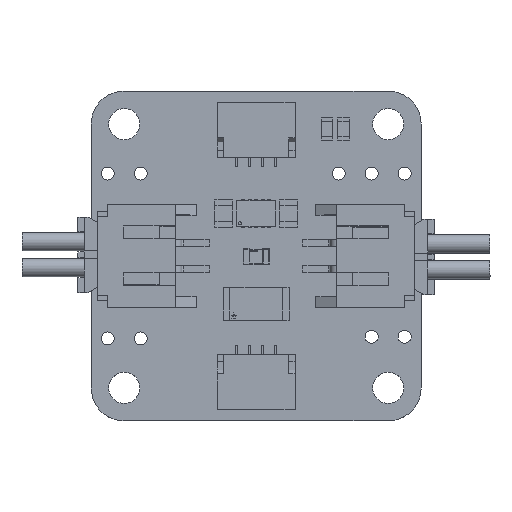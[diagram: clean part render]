
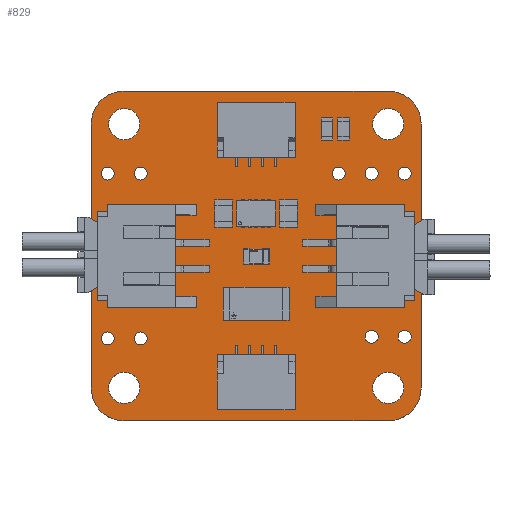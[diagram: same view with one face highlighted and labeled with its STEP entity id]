
A CAD part, top view. The second image highlights one B-rep face of the part: STEP entity #829.
In plain terms, the highlighted planar face has unit normal (0, 0, 1).
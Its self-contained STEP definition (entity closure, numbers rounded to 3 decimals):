
#96 = VERTEX_POINT('',#97);
#97 = CARTESIAN_POINT('',(0.,2.54,1.619));
#103 = EDGE_CURVE('',#96,#104,#106,.T.);
#104 = VERTEX_POINT('',#105);
#105 = CARTESIAN_POINT('',(2.54,0.,1.619));
#106 = CIRCLE('',#107,2.54);
#107 = AXIS2_PLACEMENT_3D('',#108,#109,#110);
#108 = CARTESIAN_POINT('',(2.54,2.54,1.619));
#109 = DIRECTION('',(0.,0.,1.));
#110 = DIRECTION('',(-1.,0.,0.));
#136 = EDGE_CURVE('',#104,#137,#139,.T.);
#137 = VERTEX_POINT('',#138);
#138 = CARTESIAN_POINT('',(22.86,0.,1.619));
#139 = LINE('',#140,#141);
#140 = CARTESIAN_POINT('',(2.54,0.,1.619));
#141 = VECTOR('',#142,1.);
#142 = DIRECTION('',(1.,0.,0.));
#167 = EDGE_CURVE('',#137,#168,#170,.T.);
#168 = VERTEX_POINT('',#169);
#169 = CARTESIAN_POINT('',(25.4,2.54,1.619));
#170 = CIRCLE('',#171,2.54);
#171 = AXIS2_PLACEMENT_3D('',#172,#173,#174);
#172 = CARTESIAN_POINT('',(22.86,2.54,1.619));
#173 = DIRECTION('',(0.,0.,1.));
#174 = DIRECTION('',(0.,-1.,0.));
#200 = EDGE_CURVE('',#168,#201,#203,.T.);
#201 = VERTEX_POINT('',#202);
#202 = CARTESIAN_POINT('',(25.4,22.86,1.619));
#203 = LINE('',#204,#205);
#204 = CARTESIAN_POINT('',(25.4,2.54,1.619));
#205 = VECTOR('',#206,1.);
#206 = DIRECTION('',(0.,1.,0.));
#231 = EDGE_CURVE('',#201,#232,#234,.T.);
#232 = VERTEX_POINT('',#233);
#233 = CARTESIAN_POINT('',(22.86,25.4,1.619));
#234 = CIRCLE('',#235,2.54);
#235 = AXIS2_PLACEMENT_3D('',#236,#237,#238);
#236 = CARTESIAN_POINT('',(22.86,22.86,1.619));
#237 = DIRECTION('',(0.,0.,1.));
#238 = DIRECTION('',(1.,0.,0.));
#264 = EDGE_CURVE('',#232,#265,#267,.T.);
#265 = VERTEX_POINT('',#266);
#266 = CARTESIAN_POINT('',(2.54,25.4,1.619));
#267 = LINE('',#268,#269);
#268 = CARTESIAN_POINT('',(22.86,25.4,1.619));
#269 = VECTOR('',#270,1.);
#270 = DIRECTION('',(-1.,0.,0.));
#295 = EDGE_CURVE('',#265,#296,#298,.T.);
#296 = VERTEX_POINT('',#297);
#297 = CARTESIAN_POINT('',(0.,22.86,1.619));
#298 = CIRCLE('',#299,2.54);
#299 = AXIS2_PLACEMENT_3D('',#300,#301,#302);
#300 = CARTESIAN_POINT('',(2.54,22.86,1.619));
#301 = DIRECTION('',(0.,0.,1.));
#302 = DIRECTION('',(0.,1.,0.));
#328 = EDGE_CURVE('',#296,#96,#329,.T.);
#329 = LINE('',#330,#331);
#330 = CARTESIAN_POINT('',(0.,22.86,1.619));
#331 = VECTOR('',#332,1.);
#332 = DIRECTION('',(0.,-1.,0.));
#352 = VERTEX_POINT('',#353);
#353 = CARTESIAN_POINT('',(1.77,6.35,1.619));
#359 = EDGE_CURVE('',#352,#352,#360,.T.);
#360 = CIRCLE('',#361,0.5);
#361 = AXIS2_PLACEMENT_3D('',#362,#363,#364);
#362 = CARTESIAN_POINT('',(1.27,6.35,1.619));
#363 = DIRECTION('',(0.,0.,1.));
#364 = DIRECTION('',(1.,0.,0.));
#385 = VERTEX_POINT('',#386);
#386 = CARTESIAN_POINT('',(3.74,2.54,1.619));
#392 = EDGE_CURVE('',#385,#385,#393,.T.);
#393 = CIRCLE('',#394,1.2);
#394 = AXIS2_PLACEMENT_3D('',#395,#396,#397);
#395 = CARTESIAN_POINT('',(2.54,2.54,1.619));
#396 = DIRECTION('',(0.,0.,1.));
#397 = DIRECTION('',(1.,0.,0.));
#418 = VERTEX_POINT('',#419);
#419 = CARTESIAN_POINT('',(4.31,6.35,1.619));
#425 = EDGE_CURVE('',#418,#418,#426,.T.);
#426 = CIRCLE('',#427,0.5);
#427 = AXIS2_PLACEMENT_3D('',#428,#429,#430);
#428 = CARTESIAN_POINT('',(3.81,6.35,1.619));
#429 = DIRECTION('',(0.,0.,1.));
#430 = DIRECTION('',(1.,0.,0.));
#451 = VERTEX_POINT('',#452);
#452 = CARTESIAN_POINT('',(1.77,19.05,1.619));
#458 = EDGE_CURVE('',#451,#451,#459,.T.);
#459 = CIRCLE('',#460,0.5);
#460 = AXIS2_PLACEMENT_3D('',#461,#462,#463);
#461 = CARTESIAN_POINT('',(1.27,19.05,1.619));
#462 = DIRECTION('',(0.,0.,1.));
#463 = DIRECTION('',(1.,0.,0.));
#484 = VERTEX_POINT('',#485);
#485 = CARTESIAN_POINT('',(4.31,19.05,1.619));
#491 = EDGE_CURVE('',#484,#484,#492,.T.);
#492 = CIRCLE('',#493,0.5);
#493 = AXIS2_PLACEMENT_3D('',#494,#495,#496);
#494 = CARTESIAN_POINT('',(3.81,19.05,1.619));
#495 = DIRECTION('',(0.,0.,1.));
#496 = DIRECTION('',(1.,0.,0.));
#517 = VERTEX_POINT('',#518);
#518 = CARTESIAN_POINT('',(3.74,22.86,1.619));
#524 = EDGE_CURVE('',#517,#517,#525,.T.);
#525 = CIRCLE('',#526,1.2);
#526 = AXIS2_PLACEMENT_3D('',#527,#528,#529);
#527 = CARTESIAN_POINT('',(2.54,22.86,1.619));
#528 = DIRECTION('',(0.,0.,1.));
#529 = DIRECTION('',(1.,0.,0.));
#550 = VERTEX_POINT('',#551);
#551 = CARTESIAN_POINT('',(22.09,6.477,1.619));
#557 = EDGE_CURVE('',#550,#550,#558,.T.);
#558 = CIRCLE('',#559,0.5);
#559 = AXIS2_PLACEMENT_3D('',#560,#561,#562);
#560 = CARTESIAN_POINT('',(21.59,6.477,1.619));
#561 = DIRECTION('',(0.,0.,1.));
#562 = DIRECTION('',(1.,0.,0.));
#583 = VERTEX_POINT('',#584);
#584 = CARTESIAN_POINT('',(24.06,2.54,1.619));
#590 = EDGE_CURVE('',#583,#583,#591,.T.);
#591 = CIRCLE('',#592,1.2);
#592 = AXIS2_PLACEMENT_3D('',#593,#594,#595);
#593 = CARTESIAN_POINT('',(22.86,2.54,1.619));
#594 = DIRECTION('',(0.,0.,1.));
#595 = DIRECTION('',(1.,0.,0.));
#616 = VERTEX_POINT('',#617);
#617 = CARTESIAN_POINT('',(24.63,6.477,1.619));
#623 = EDGE_CURVE('',#616,#616,#624,.T.);
#624 = CIRCLE('',#625,0.5);
#625 = AXIS2_PLACEMENT_3D('',#626,#627,#628);
#626 = CARTESIAN_POINT('',(24.13,6.477,1.619));
#627 = DIRECTION('',(0.,0.,1.));
#628 = DIRECTION('',(1.,0.,0.));
#649 = VERTEX_POINT('',#650);
#650 = CARTESIAN_POINT('',(22.09,19.05,1.619));
#656 = EDGE_CURVE('',#649,#649,#657,.T.);
#657 = CIRCLE('',#658,0.5);
#658 = AXIS2_PLACEMENT_3D('',#659,#660,#661);
#659 = CARTESIAN_POINT('',(21.59,19.05,1.619));
#660 = DIRECTION('',(0.,0.,1.));
#661 = DIRECTION('',(1.,0.,0.));
#682 = VERTEX_POINT('',#683);
#683 = CARTESIAN_POINT('',(19.55,19.05,1.619));
#689 = EDGE_CURVE('',#682,#682,#690,.T.);
#690 = CIRCLE('',#691,0.5);
#691 = AXIS2_PLACEMENT_3D('',#692,#693,#694);
#692 = CARTESIAN_POINT('',(19.05,19.05,1.619));
#693 = DIRECTION('',(0.,0.,1.));
#694 = DIRECTION('',(1.,0.,0.));
#715 = VERTEX_POINT('',#716);
#716 = CARTESIAN_POINT('',(24.63,19.05,1.619));
#722 = EDGE_CURVE('',#715,#715,#723,.T.);
#723 = CIRCLE('',#724,0.5);
#724 = AXIS2_PLACEMENT_3D('',#725,#726,#727);
#725 = CARTESIAN_POINT('',(24.13,19.05,1.619));
#726 = DIRECTION('',(0.,0.,1.));
#727 = DIRECTION('',(1.,0.,0.));
#748 = VERTEX_POINT('',#749);
#749 = CARTESIAN_POINT('',(24.06,22.86,1.619));
#755 = EDGE_CURVE('',#748,#748,#756,.T.);
#756 = CIRCLE('',#757,1.2);
#757 = AXIS2_PLACEMENT_3D('',#758,#759,#760);
#758 = CARTESIAN_POINT('',(22.86,22.86,1.619));
#759 = DIRECTION('',(0.,0.,1.));
#760 = DIRECTION('',(1.,0.,0.));
#829 = ADVANCED_FACE('',(#830,#840,#843,#846,#849,#852,#855,#858,#861,
    #864,#867,#870,#873,#876),#879,.F.);
#830 = FACE_BOUND('',#831,.T.);
#831 = EDGE_LOOP('',(#832,#833,#834,#835,#836,#837,#838,#839));
#832 = ORIENTED_EDGE('',*,*,#103,.T.);
#833 = ORIENTED_EDGE('',*,*,#136,.T.);
#834 = ORIENTED_EDGE('',*,*,#167,.T.);
#835 = ORIENTED_EDGE('',*,*,#200,.T.);
#836 = ORIENTED_EDGE('',*,*,#231,.T.);
#837 = ORIENTED_EDGE('',*,*,#264,.T.);
#838 = ORIENTED_EDGE('',*,*,#295,.T.);
#839 = ORIENTED_EDGE('',*,*,#328,.T.);
#840 = FACE_BOUND('',#841,.F.);
#841 = EDGE_LOOP('',(#842));
#842 = ORIENTED_EDGE('',*,*,#359,.T.);
#843 = FACE_BOUND('',#844,.F.);
#844 = EDGE_LOOP('',(#845));
#845 = ORIENTED_EDGE('',*,*,#392,.T.);
#846 = FACE_BOUND('',#847,.F.);
#847 = EDGE_LOOP('',(#848));
#848 = ORIENTED_EDGE('',*,*,#425,.T.);
#849 = FACE_BOUND('',#850,.F.);
#850 = EDGE_LOOP('',(#851));
#851 = ORIENTED_EDGE('',*,*,#458,.T.);
#852 = FACE_BOUND('',#853,.F.);
#853 = EDGE_LOOP('',(#854));
#854 = ORIENTED_EDGE('',*,*,#491,.T.);
#855 = FACE_BOUND('',#856,.F.);
#856 = EDGE_LOOP('',(#857));
#857 = ORIENTED_EDGE('',*,*,#524,.T.);
#858 = FACE_BOUND('',#859,.F.);
#859 = EDGE_LOOP('',(#860));
#860 = ORIENTED_EDGE('',*,*,#557,.T.);
#861 = FACE_BOUND('',#862,.F.);
#862 = EDGE_LOOP('',(#863));
#863 = ORIENTED_EDGE('',*,*,#590,.T.);
#864 = FACE_BOUND('',#865,.F.);
#865 = EDGE_LOOP('',(#866));
#866 = ORIENTED_EDGE('',*,*,#623,.T.);
#867 = FACE_BOUND('',#868,.F.);
#868 = EDGE_LOOP('',(#869));
#869 = ORIENTED_EDGE('',*,*,#656,.T.);
#870 = FACE_BOUND('',#871,.F.);
#871 = EDGE_LOOP('',(#872));
#872 = ORIENTED_EDGE('',*,*,#689,.T.);
#873 = FACE_BOUND('',#874,.F.);
#874 = EDGE_LOOP('',(#875));
#875 = ORIENTED_EDGE('',*,*,#722,.T.);
#876 = FACE_BOUND('',#877,.F.);
#877 = EDGE_LOOP('',(#878));
#878 = ORIENTED_EDGE('',*,*,#755,.T.);
#879 = PLANE('',#880);
#880 = AXIS2_PLACEMENT_3D('',#881,#882,#883);
#881 = CARTESIAN_POINT('',(0.,2.54,1.619));
#882 = DIRECTION('',(0.,0.,-1.));
#883 = DIRECTION('',(-1.,0.,0.));
